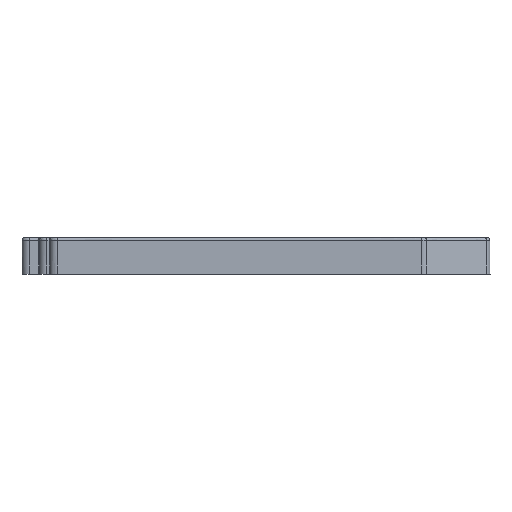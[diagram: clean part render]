
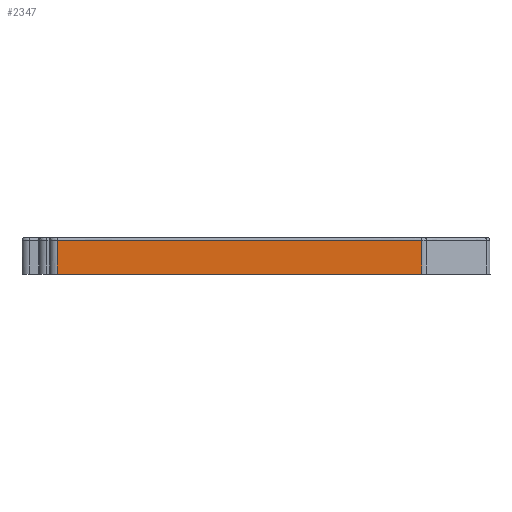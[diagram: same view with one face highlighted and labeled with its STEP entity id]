
A CAD part, left-side view. The second image highlights one B-rep face of the part: STEP entity #2347.
In plain terms, the highlighted planar face has unit normal (-1, 0, 0).
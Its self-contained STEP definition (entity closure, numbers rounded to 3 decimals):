
#30=PLANE('',#2490);
#201=FACE_OUTER_BOUND('',#346,.T.);
#346=EDGE_LOOP('',(#1921,#1922,#1923,#1924));
#536=B_SPLINE_CURVE_WITH_KNOTS('',3,(#6412,#6413,#6414,#6415,#6416),
 .UNSPECIFIED.,.F.,.F.,(4,1,4),(0.,7.144,10.003),
 .UNSPECIFIED.);
#728=LINE('',#8116,#818);
#729=LINE('',#8119,#819);
#730=LINE('',#8120,#820);
#818=VECTOR('',#2753,10.);
#819=VECTOR('',#2756,10.);
#820=VECTOR('',#2757,10.);
#961=VERTEX_POINT('',#6410);
#962=VERTEX_POINT('',#6411);
#1032=VERTEX_POINT('',#8114);
#1033=VERTEX_POINT('',#8118);
#1242=EDGE_CURVE('',#961,#962,#536,.T.);
#1357=EDGE_CURVE('',#1032,#962,#728,.T.);
#1358=EDGE_CURVE('',#1032,#1033,#729,.T.);
#1359=EDGE_CURVE('',#1033,#961,#730,.T.);
#1921=ORIENTED_EDGE('',*,*,#1242,.T.);
#1922=ORIENTED_EDGE('',*,*,#1357,.F.);
#1923=ORIENTED_EDGE('',*,*,#1358,.T.);
#1924=ORIENTED_EDGE('',*,*,#1359,.T.);
#2347=ADVANCED_FACE('',(#201),#30,.F.);
#2490=AXIS2_PLACEMENT_3D('',#8117,#2754,#2755);
#2753=DIRECTION('',(0.,0.,1.));
#2754=DIRECTION('center_axis',(1.,0.,0.));
#2755=DIRECTION('ref_axis',(0.,1.,0.));
#2756=DIRECTION('',(0.,-1.,0.));
#2757=DIRECTION('',(0.,0.,1.));
#6410=CARTESIAN_POINT('',(177.048,-4.609,9.293));
#6411=CARTESIAN_POINT('',(177.048,95.422,9.293));
#6412=CARTESIAN_POINT('Ctrl Pts',(177.048,-4.609,9.293));
#6413=CARTESIAN_POINT('Ctrl Pts',(177.048,19.211,9.293));
#6414=CARTESIAN_POINT('Ctrl Pts',(177.048,52.548,9.293));
#6415=CARTESIAN_POINT('Ctrl Pts',(177.048,85.882,9.293));
#6416=CARTESIAN_POINT('Ctrl Pts',(177.048,95.422,9.293));
#8114=CARTESIAN_POINT('',(177.048,95.422,0.));
#8116=CARTESIAN_POINT('',(177.048,95.422,0.));
#8117=CARTESIAN_POINT('Origin',(177.048,-4.609,0.));
#8118=CARTESIAN_POINT('',(177.048,-4.609,0.));
#8119=CARTESIAN_POINT('',(177.048,95.422,0.));
#8120=CARTESIAN_POINT('',(177.048,-4.609,0.));
